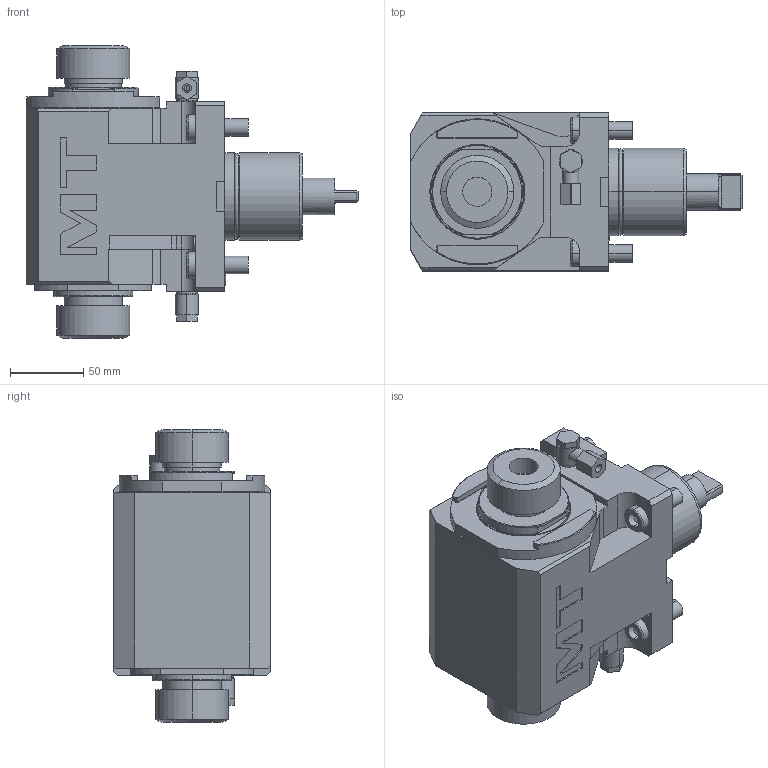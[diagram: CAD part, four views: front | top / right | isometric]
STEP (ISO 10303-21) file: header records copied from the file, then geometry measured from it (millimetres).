
FILE_DESCRIPTION((''),'2;1');
FILE_NAME('MNL1380232_CONF','2025-02-26T17:41:37',('fpalella'),('M.T. srl'),'CREO PARAMETRIC BY PTC INC, 2023352','CREO PARAMETRIC BY PTC INC, 2023352','');
FILE_SCHEMA(('CONFIG_CONTROL_DESIGN'));
Length unit declared in the file: millimetre
Products named in the file (1): MNL1380232_CONF
Bounding box: 227 x 108 x 200.32 mm (x, y, z)
Volume: 2061392.8 mm3; surface area: 148869.9 mm2
Topology: 1 solids, 1 shells, 459 faces, 1131 edges, 724 vertices
Faces by surface type: plane 253, cylinder 150, cone 30, torus 22, extrusion 4
Entity records: 14561 total; most frequent: CARTESIAN_POINT 3422, DIRECTION 2374, ORIENTED_EDGE 2262, EDGE_CURVE 1131, AXIS2_PLACEMENT_3D 843, VERTEX_POINT 724, VECTOR 688, LINE 684
